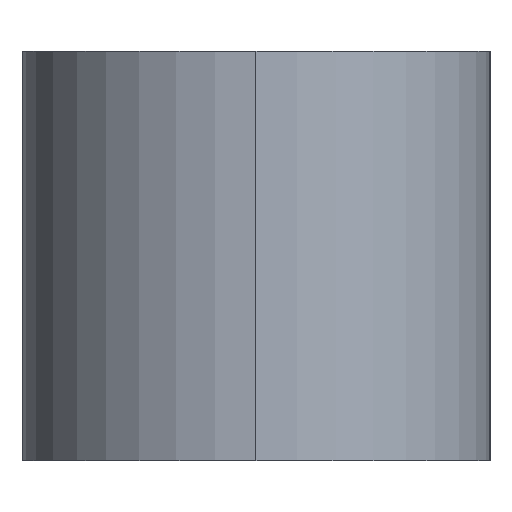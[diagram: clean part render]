
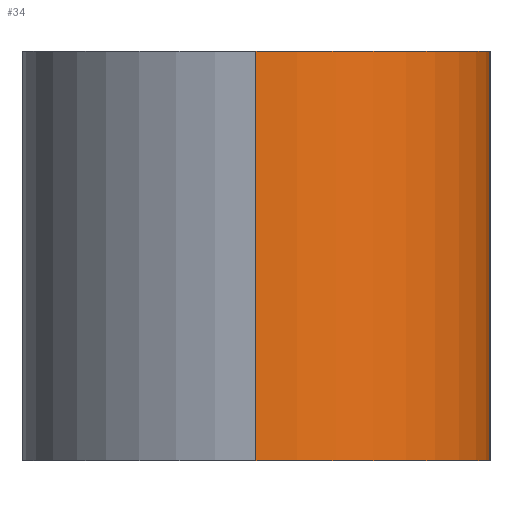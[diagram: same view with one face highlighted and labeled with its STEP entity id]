
A CAD part, left-side view. The second image highlights one B-rep face of the part: STEP entity #34.
In plain terms, the highlighted cylindrical face has radius 4 mm (diameter 8 mm), a partial arc.
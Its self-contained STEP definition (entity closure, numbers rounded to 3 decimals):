
#5 = AXIS2_PLACEMENT_3D ( 'NONE', #141, #195, #121 ) ;
#7 = DIRECTION ( 'NONE',  ( 1., 0., 0. ) ) ;
#8 = LINE ( 'NONE', #136, #207 ) ;
#16 = ORIENTED_EDGE ( 'NONE', *, *, #41, .F. ) ;
#21 = CARTESIAN_POINT ( 'NONE',  ( 0., 0., 7. ) ) ;
#34 = ADVANCED_FACE ( 'NONE', ( #220 ), #222, .T. ) ;
#36 = VERTEX_POINT ( 'NONE', #227 ) ;
#41 = EDGE_CURVE ( 'NONE', #209, #36, #140, .T. ) ;
#48 = VERTEX_POINT ( 'NONE', #62 ) ;
#62 = CARTESIAN_POINT ( 'NONE',  ( -4., 0., 0. ) ) ;
#64 = DIRECTION ( 'NONE',  ( -1., 0., 0. ) ) ;
#66 = AXIS2_PLACEMENT_3D ( 'NONE', #134, #225, #7 ) ;
#78 = CIRCLE ( 'NONE', #5, 4. ) ;
#79 = EDGE_CURVE ( 'NONE', #36, #126, #8, .T. ) ;
#82 = DIRECTION ( 'NONE',  ( 0., 0., -1. ) ) ;
#84 = DIRECTION ( 'NONE',  ( 0., 0., -1. ) ) ;
#102 = CARTESIAN_POINT ( 'NONE',  ( -4., 0., 7. ) ) ;
#112 = LINE ( 'NONE', #115, #215 ) ;
#115 = CARTESIAN_POINT ( 'NONE',  ( -4., 0., 7. ) ) ;
#121 = DIRECTION ( 'NONE',  ( 1., 0., 0. ) ) ;
#126 = VERTEX_POINT ( 'NONE', #189 ) ;
#134 = CARTESIAN_POINT ( 'NONE',  ( 0., 0., 7. ) ) ;
#136 = CARTESIAN_POINT ( 'NONE',  ( 0., -4., 7. ) ) ;
#140 = CIRCLE ( 'NONE', #66, 4. ) ;
#141 = CARTESIAN_POINT ( 'NONE',  ( 0., 0., 0. ) ) ;
#145 = EDGE_CURVE ( 'NONE', #209, #48, #112, .T. ) ;
#154 = DIRECTION ( 'NONE',  ( 0., 0., -1. ) ) ;
#155 = EDGE_LOOP ( 'NONE', ( #16, #167, #163, #219 ) ) ;
#163 = ORIENTED_EDGE ( 'NONE', *, *, #203, .T. ) ;
#167 = ORIENTED_EDGE ( 'NONE', *, *, #145, .T. ) ;
#189 = CARTESIAN_POINT ( 'NONE',  ( 0., -4., 0. ) ) ;
#195 = DIRECTION ( 'NONE',  ( 0., 0., 1. ) ) ;
#203 = EDGE_CURVE ( 'NONE', #48, #126, #78, .T. ) ;
#207 = VECTOR ( 'NONE', #82, 1000. ) ;
#209 = VERTEX_POINT ( 'NONE', #102 ) ;
#215 = VECTOR ( 'NONE', #84, 1000. ) ;
#219 = ORIENTED_EDGE ( 'NONE', *, *, #79, .F. ) ;
#220 = FACE_OUTER_BOUND ( 'NONE', #155, .T. ) ;
#222 = CYLINDRICAL_SURFACE ( 'NONE', #233, 4. ) ;
#225 = DIRECTION ( 'NONE',  ( 0., 0., 1. ) ) ;
#227 = CARTESIAN_POINT ( 'NONE',  ( 0., -4., 7. ) ) ;
#233 = AXIS2_PLACEMENT_3D ( 'NONE', #21, #154, #64 ) ;
